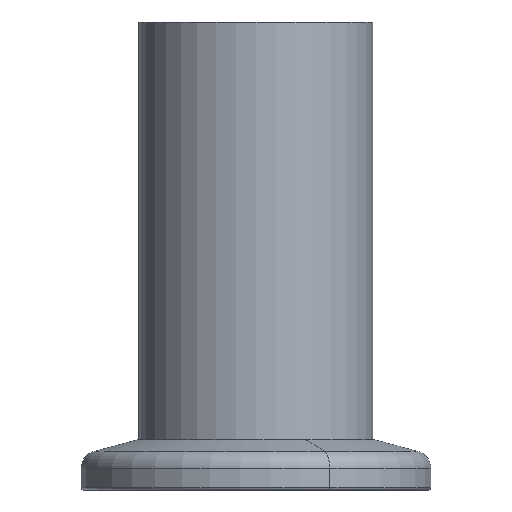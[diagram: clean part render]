
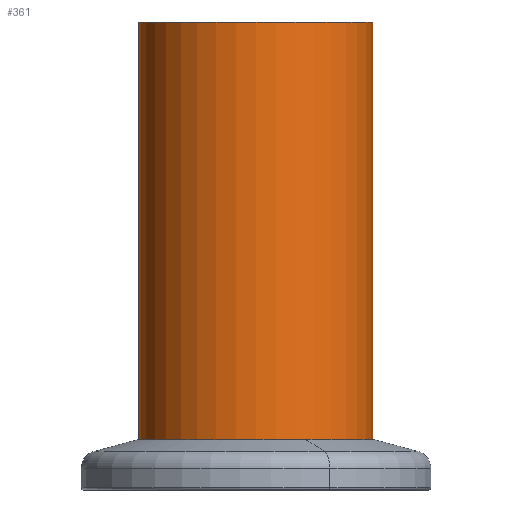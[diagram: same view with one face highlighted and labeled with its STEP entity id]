
A CAD part, front view. The second image highlights one B-rep face of the part: STEP entity #361.
In plain terms, the highlighted cylindrical face has radius 10 mm (diameter 20 mm), a partial arc.
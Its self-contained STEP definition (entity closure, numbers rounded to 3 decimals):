
#11 = CIRCLE ( 'NONE', #605, 10. ) ;
#20 = DIRECTION ( 'NONE',  ( 1., 0., 0. ) ) ;
#81 = CARTESIAN_POINT ( 'NONE',  ( 0., 0., 18.25 ) ) ;
#104 = CARTESIAN_POINT ( 'NONE',  ( 10., 0., -18.25 ) ) ;
#108 = DIRECTION ( 'NONE',  ( -1., 0., 0. ) ) ;
#125 = ORIENTED_EDGE ( 'NONE', *, *, #468, .F. ) ;
#135 = DIRECTION ( 'NONE',  ( 1., 0., 0. ) ) ;
#147 = DIRECTION ( 'NONE',  ( 0., 0., 1. ) ) ;
#161 = CYLINDRICAL_SURFACE ( 'NONE', #503, 10. ) ;
#181 = CARTESIAN_POINT ( 'NONE',  ( 10., 0., 18.25 ) ) ;
#212 = VECTOR ( 'NONE', #701, 1000. ) ;
#246 = EDGE_CURVE ( 'NONE', #678, #349, #11, .T. ) ;
#276 = AXIS2_PLACEMENT_3D ( 'NONE', #81, #475, #135 ) ;
#279 = CARTESIAN_POINT ( 'NONE',  ( 10., 0., 18.25 ) ) ;
#283 = DIRECTION ( 'NONE',  ( 0., 0., -1. ) ) ;
#305 = ORIENTED_EDGE ( 'NONE', *, *, #562, .F. ) ;
#349 = VERTEX_POINT ( 'NONE', #104 ) ;
#361 = ADVANCED_FACE ( 'NONE', ( #473 ), #161, .T. ) ;
#423 = CARTESIAN_POINT ( 'NONE',  ( -10., 0., 18.25 ) ) ;
#429 = CARTESIAN_POINT ( 'NONE',  ( -10., 0., 18.25 ) ) ;
#430 = VERTEX_POINT ( 'NONE', #429 ) ;
#438 = CIRCLE ( 'NONE', #276, 10. ) ;
#448 = LINE ( 'NONE', #279, #723 ) ;
#468 = EDGE_CURVE ( 'NONE', #502, #349, #448, .T. ) ;
#473 = FACE_OUTER_BOUND ( 'NONE', #714, .T. ) ;
#474 = CARTESIAN_POINT ( 'NONE',  ( 0., 0., -18.25 ) ) ;
#475 = DIRECTION ( 'NONE',  ( 0., 0., 1. ) ) ;
#502 = VERTEX_POINT ( 'NONE', #181 ) ;
#503 = AXIS2_PLACEMENT_3D ( 'NONE', #685, #283, #108 ) ;
#520 = LINE ( 'NONE', #423, #212 ) ;
#525 = DIRECTION ( 'NONE',  ( 0., 0., -1. ) ) ;
#562 = EDGE_CURVE ( 'NONE', #430, #502, #438, .T. ) ;
#584 = EDGE_CURVE ( 'NONE', #430, #678, #520, .T. ) ;
#602 = ORIENTED_EDGE ( 'NONE', *, *, #246, .T. ) ;
#605 = AXIS2_PLACEMENT_3D ( 'NONE', #474, #147, #20 ) ;
#628 = CARTESIAN_POINT ( 'NONE',  ( -10., 0., -18.25 ) ) ;
#678 = VERTEX_POINT ( 'NONE', #628 ) ;
#685 = CARTESIAN_POINT ( 'NONE',  ( 0., 0., 18.25 ) ) ;
#691 = ORIENTED_EDGE ( 'NONE', *, *, #584, .T. ) ;
#701 = DIRECTION ( 'NONE',  ( 0., 0., -1. ) ) ;
#714 = EDGE_LOOP ( 'NONE', ( #125, #305, #691, #602 ) ) ;
#723 = VECTOR ( 'NONE', #525, 1000. ) ;
